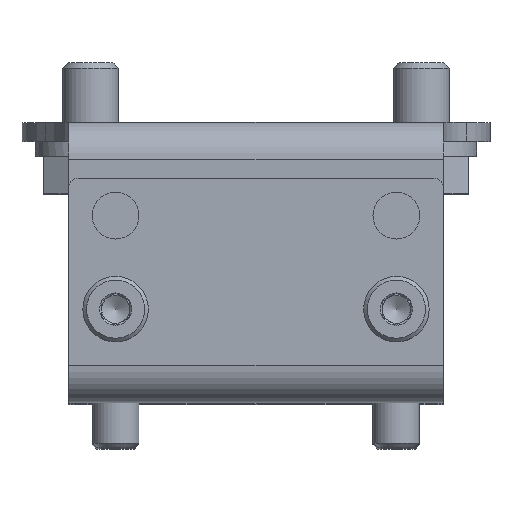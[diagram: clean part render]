
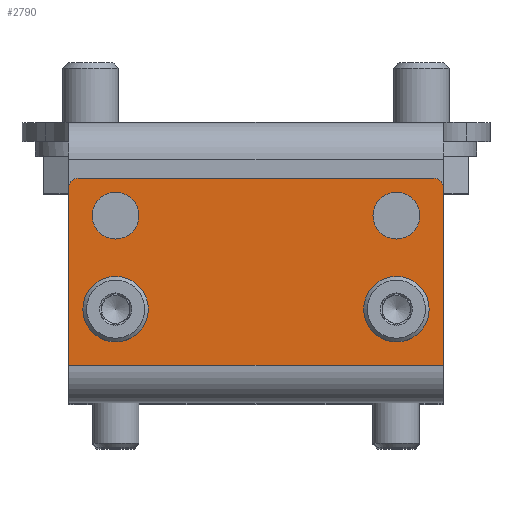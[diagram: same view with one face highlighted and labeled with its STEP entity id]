
A CAD part, top view. The second image highlights one B-rep face of the part: STEP entity #2790.
In plain terms, the highlighted planar face has unit normal (0, 0, 1).
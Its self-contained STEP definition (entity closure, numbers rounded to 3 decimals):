
#375=LINE('',#4700,#569);
#384=LINE('',#4727,#578);
#385=LINE('',#4737,#579);
#386=LINE('',#4741,#580);
#569=VECTOR('',#3848,1000.);
#578=VECTOR('',#3867,1000.);
#579=VECTOR('',#3878,1000.);
#580=VECTOR('',#3881,1000.);
#1127=ORIENTED_EDGE('',*,*,#1604,.T.);
#1128=ORIENTED_EDGE('',*,*,#1605,.T.);
#1129=ORIENTED_EDGE('',*,*,#1606,.T.);
#1130=ORIENTED_EDGE('',*,*,#1607,.T.);
#1131=ORIENTED_EDGE('',*,*,#1608,.T.);
#1132=ORIENTED_EDGE('',*,*,#1609,.T.);
#1133=ORIENTED_EDGE('',*,*,#1603,.T.);
#1134=ORIENTED_EDGE('',*,*,#1610,.F.);
#1135=ORIENTED_EDGE('',*,*,#1590,.F.);
#1136=ORIENTED_EDGE('',*,*,#1611,.T.);
#1590=EDGE_CURVE('',#1884,#1885,#375,.T.);
#1603=EDGE_CURVE('',#1890,#1897,#384,.T.);
#1604=EDGE_CURVE('',#1898,#1898,#2061,.T.);
#1605=EDGE_CURVE('',#1899,#1899,#2062,.T.);
#1606=EDGE_CURVE('',#1900,#1900,#2063,.T.);
#1607=EDGE_CURVE('',#1901,#1901,#2064,.T.);
#1608=EDGE_CURVE('',#1902,#1903,#385,.T.);
#1609=EDGE_CURVE('',#1903,#1890,#2065,.T.);
#1610=EDGE_CURVE('',#1885,#1897,#386,.T.);
#1611=EDGE_CURVE('',#1884,#1902,#2066,.T.);
#1884=VERTEX_POINT('',#4699);
#1885=VERTEX_POINT('',#4701);
#1890=VERTEX_POINT('',#4713);
#1897=VERTEX_POINT('',#4726);
#1898=VERTEX_POINT('',#4730);
#1899=VERTEX_POINT('',#4732);
#1900=VERTEX_POINT('',#4734);
#1901=VERTEX_POINT('',#4736);
#1902=VERTEX_POINT('',#4738);
#1903=VERTEX_POINT('',#4739);
#2061=CIRCLE('',#3151,2.5);
#2062=CIRCLE('',#3152,2.5);
#2063=CIRCLE('',#3153,2.5);
#2064=CIRCLE('',#3154,2.5);
#2065=CIRCLE('',#3155,1.);
#2066=CIRCLE('',#3156,1.);
#2277=EDGE_LOOP('',(#1127));
#2278=EDGE_LOOP('',(#1128));
#2279=EDGE_LOOP('',(#1129));
#2280=EDGE_LOOP('',(#1130));
#2281=EDGE_LOOP('',(#1131,#1132,#1133,#1134,#1135,#1136));
#2524=FACE_BOUND('',#2277,.T.);
#2525=FACE_BOUND('',#2278,.T.);
#2526=FACE_BOUND('',#2279,.T.);
#2527=FACE_BOUND('',#2280,.T.);
#2528=FACE_BOUND('',#2281,.T.);
#2654=PLANE('',#3150);
#2790=ADVANCED_FACE('',(#2524,#2525,#2526,#2527,#2528),#2654,.F.);
#3150=AXIS2_PLACEMENT_3D('',#4728,#3868,#3869);
#3151=AXIS2_PLACEMENT_3D('',#4729,#3870,#3871);
#3152=AXIS2_PLACEMENT_3D('',#4731,#3872,#3873);
#3153=AXIS2_PLACEMENT_3D('',#4733,#3874,#3875);
#3154=AXIS2_PLACEMENT_3D('',#4735,#3876,#3877);
#3155=AXIS2_PLACEMENT_3D('',#4740,#3879,#3880);
#3156=AXIS2_PLACEMENT_3D('',#4742,#3882,#3883);
#3848=DIRECTION('',(0.,-1.,0.));
#3867=DIRECTION('',(0.,-1.,0.));
#3868=DIRECTION('',(0.,0.,-1.));
#3869=DIRECTION('',(-1.,0.,0.));
#3870=DIRECTION('',(0.,0.,-1.));
#3871=DIRECTION('',(-1.,0.,0.));
#3872=DIRECTION('',(0.,0.,-1.));
#3873=DIRECTION('',(-1.,0.,0.));
#3874=DIRECTION('',(0.,0.,-1.));
#3875=DIRECTION('',(-1.,0.,0.));
#3876=DIRECTION('',(0.,0.,-1.));
#3877=DIRECTION('',(-1.,0.,0.));
#3878=DIRECTION('',(-1.,0.,0.));
#3879=DIRECTION('',(0.,0.,1.));
#3880=DIRECTION('',(1.,0.,0.));
#3881=DIRECTION('',(-1.,0.,0.));
#3882=DIRECTION('',(0.,0.,1.));
#3883=DIRECTION('',(1.,0.,0.));
#4699=CARTESIAN_POINT('',(20.,23.,2.));
#4700=CARTESIAN_POINT('',(20.,24.,2.));
#4701=CARTESIAN_POINT('',(20.,4.,2.));
#4713=CARTESIAN_POINT('',(-20.,23.,2.));
#4726=CARTESIAN_POINT('',(-20.,4.,2.));
#4727=CARTESIAN_POINT('',(-20.,24.,2.));
#4728=CARTESIAN_POINT('',(20.,24.,2.));
#4729=CARTESIAN_POINT('',(-15.,20.,2.));
#4730=CARTESIAN_POINT('',(-17.5,20.,2.));
#4731=CARTESIAN_POINT('',(-15.,10.,2.));
#4732=CARTESIAN_POINT('',(-17.5,10.,2.));
#4733=CARTESIAN_POINT('',(15.,20.,2.));
#4734=CARTESIAN_POINT('',(12.5,20.,2.));
#4735=CARTESIAN_POINT('',(15.,10.,2.));
#4736=CARTESIAN_POINT('',(12.5,10.,2.));
#4737=CARTESIAN_POINT('',(20.,24.,2.));
#4738=CARTESIAN_POINT('',(19.,24.,2.));
#4739=CARTESIAN_POINT('',(-19.,24.,2.));
#4740=CARTESIAN_POINT('',(-19.,23.,2.));
#4741=CARTESIAN_POINT('',(20.,4.,2.));
#4742=CARTESIAN_POINT('',(19.,23.,2.));
